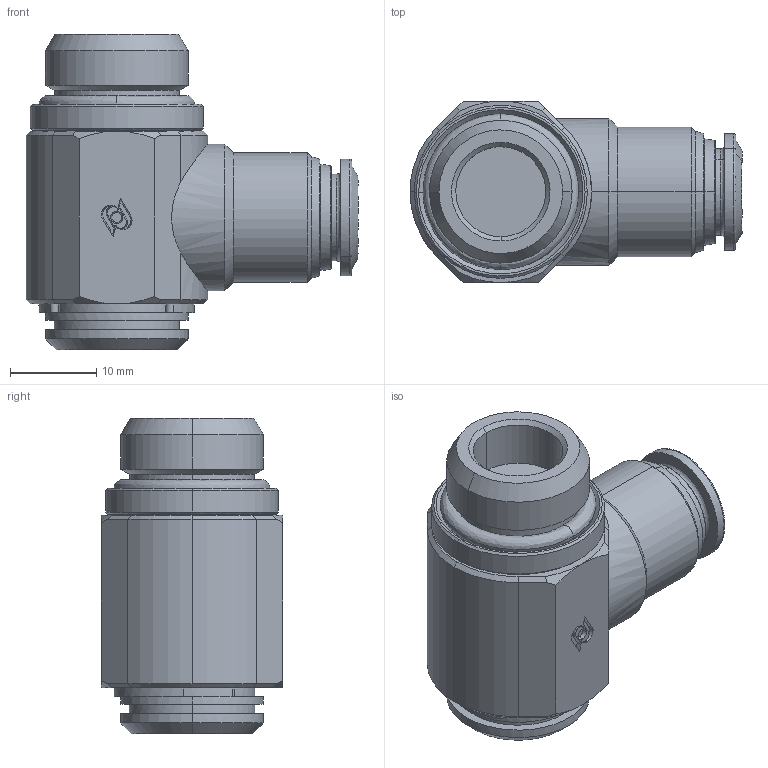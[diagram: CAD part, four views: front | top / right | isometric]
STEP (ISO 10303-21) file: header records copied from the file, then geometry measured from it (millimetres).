
FILE_DESCRIPTION (( 'STEP AP214' ), '1' );
FILE_NAME ('PH08-G03_ME.STEP', '2018-09-06T11:50:10', ( '' ), ( '' ), 'SwSTEP 2.0', 'SolidWorks 2018', '' );
FILE_SCHEMA (( 'AUTOMOTIVE_DESIGN' ));
Length unit declared in the file: millimetre
Products named in the file (1): PH08-G03_ME
Bounding box: 38.4 x 21 x 36.5 mm (x, y, z)
Volume: 13084.8 mm3; surface area: 5064.8 mm2
Topology: 2 solids, 2 shells, 190 faces, 451 edges, 281 vertices
Faces by surface type: bspline 190
Entity records: 8266 total; most frequent: CARTESIAN_POINT 5553, ORIENTED_EDGE 902, EDGE_CURVE 451, B_SPLINE_CURVE_WITH_KNOTS 319, VERTEX_POINT 281, EDGE_LOOP 214, ADVANCED_FACE 190, FACE_OUTER_BOUND 190
